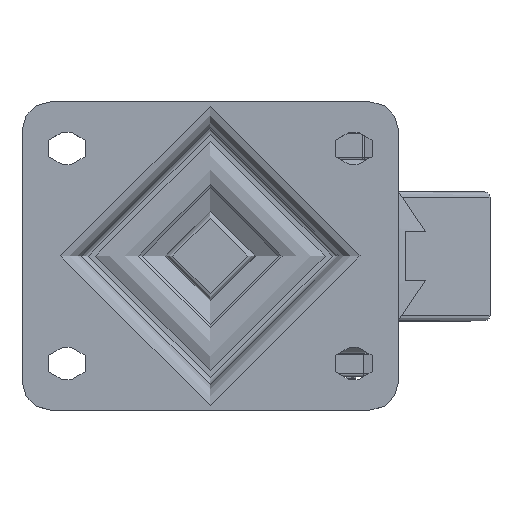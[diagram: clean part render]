
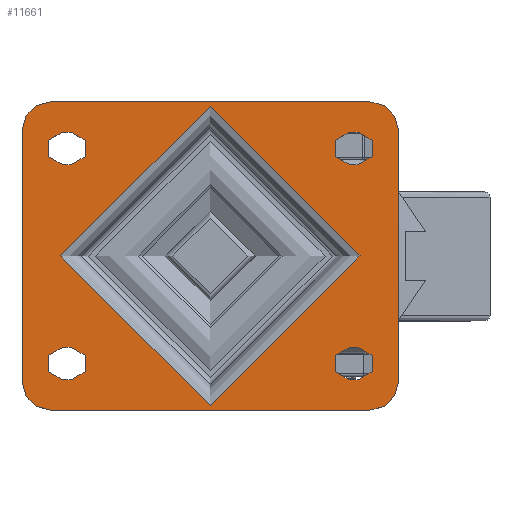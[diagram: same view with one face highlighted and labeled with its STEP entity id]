
A CAD part, top view. The second image highlights one B-rep face of the part: STEP entity #11661.
In plain terms, the highlighted planar face has unit normal (0, 0, 1).
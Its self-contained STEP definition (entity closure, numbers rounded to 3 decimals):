
#1039=FACE_BOUND('',#2286,.T.);
#1040=FACE_BOUND('',#2287,.T.);
#1041=FACE_BOUND('',#2288,.T.);
#1042=FACE_BOUND('',#2289,.T.);
#1043=FACE_BOUND('',#2290,.T.);
#1184=PLANE('',#12664);
#1566=FACE_OUTER_BOUND('',#2285,.T.);
#2285=EDGE_LOOP('',(#8144,#8145,#8146,#8147,#8148,#8149,#8150,#8151));
#2286=EDGE_LOOP('',(#8152));
#2287=EDGE_LOOP('',(#8153,#8154,#8155,#8156));
#2288=EDGE_LOOP('',(#8157,#8158,#8159,#8160));
#2289=EDGE_LOOP('',(#8161,#8162,#8163,#8164));
#2290=EDGE_LOOP('',(#8165,#8166,#8167,#8168));
#3161=LINE('',#16662,#3964);
#3163=LINE('',#16665,#3966);
#3164=LINE('',#16666,#3967);
#3165=LINE('',#16667,#3968);
#3166=LINE('',#16668,#3969);
#3167=LINE('',#16669,#3970);
#3168=LINE('',#16670,#3971);
#3169=LINE('',#16671,#3972);
#3170=LINE('',#16672,#3973);
#3171=LINE('',#16673,#3974);
#3172=LINE('',#16674,#3975);
#3173=LINE('',#16675,#3976);
#3964=VECTOR('',#13832,1000.);
#3966=VECTOR('',#13836,1000.);
#3967=VECTOR('',#13837,1000.);
#3968=VECTOR('',#13838,1000.);
#3969=VECTOR('',#13839,1000.);
#3970=VECTOR('',#13840,1000.);
#3971=VECTOR('',#13841,1000.);
#3972=VECTOR('',#13842,1000.);
#3973=VECTOR('',#13843,1000.);
#3974=VECTOR('',#13844,1000.);
#3975=VECTOR('',#13845,1000.);
#3976=VECTOR('',#13846,1000.);
#4748=CIRCLE('',#12602,4.5);
#4749=CIRCLE('',#12604,4.5);
#4752=CIRCLE('',#12608,4.5);
#4753=CIRCLE('',#12610,4.5);
#4756=CIRCLE('',#12614,4.5);
#4757=CIRCLE('',#12616,4.5);
#4760=CIRCLE('',#12620,4.5);
#4761=CIRCLE('',#12622,4.5);
#4763=CIRCLE('',#12625,41.75);
#4776=CIRCLE('',#12645,8.);
#4778=CIRCLE('',#12648,8.);
#4780=CIRCLE('',#12651,8.);
#4782=CIRCLE('',#12654,8.);
#5162=VERTEX_POINT('',#16514);
#5163=VERTEX_POINT('',#16516);
#5164=VERTEX_POINT('',#16520);
#5165=VERTEX_POINT('',#16521);
#5170=VERTEX_POINT('',#16532);
#5171=VERTEX_POINT('',#16534);
#5172=VERTEX_POINT('',#16538);
#5173=VERTEX_POINT('',#16539);
#5178=VERTEX_POINT('',#16550);
#5179=VERTEX_POINT('',#16552);
#5180=VERTEX_POINT('',#16556);
#5181=VERTEX_POINT('',#16557);
#5186=VERTEX_POINT('',#16568);
#5187=VERTEX_POINT('',#16570);
#5188=VERTEX_POINT('',#16574);
#5189=VERTEX_POINT('',#16575);
#5192=VERTEX_POINT('',#16583);
#5201=VERTEX_POINT('',#16615);
#5202=VERTEX_POINT('',#16616);
#5205=VERTEX_POINT('',#16624);
#5206=VERTEX_POINT('',#16625);
#5209=VERTEX_POINT('',#16633);
#5210=VERTEX_POINT('',#16634);
#5213=VERTEX_POINT('',#16642);
#5214=VERTEX_POINT('',#16643);
#6310=EDGE_CURVE('',#5163,#5162,#4748,.T.);
#6312=EDGE_CURVE('',#5164,#5165,#4749,.T.);
#6318=EDGE_CURVE('',#5171,#5170,#4752,.T.);
#6320=EDGE_CURVE('',#5172,#5173,#4753,.T.);
#6326=EDGE_CURVE('',#5179,#5178,#4756,.T.);
#6328=EDGE_CURVE('',#5180,#5181,#4757,.T.);
#6334=EDGE_CURVE('',#5187,#5186,#4760,.T.);
#6336=EDGE_CURVE('',#5188,#5189,#4761,.T.);
#6340=EDGE_CURVE('',#5192,#5192,#4763,.T.);
#6356=EDGE_CURVE('',#5201,#5202,#4776,.T.);
#6360=EDGE_CURVE('',#5205,#5206,#4778,.T.);
#6364=EDGE_CURVE('',#5209,#5210,#4780,.T.);
#6368=EDGE_CURVE('',#5213,#5214,#4782,.T.);
#6377=EDGE_CURVE('',#5214,#5201,#3161,.T.);
#6379=EDGE_CURVE('',#5210,#5213,#3163,.T.);
#6380=EDGE_CURVE('',#5206,#5209,#3164,.T.);
#6381=EDGE_CURVE('',#5202,#5205,#3165,.T.);
#6382=EDGE_CURVE('',#5162,#5164,#3166,.T.);
#6383=EDGE_CURVE('',#5165,#5163,#3167,.T.);
#6384=EDGE_CURVE('',#5170,#5172,#3168,.T.);
#6385=EDGE_CURVE('',#5173,#5171,#3169,.T.);
#6386=EDGE_CURVE('',#5178,#5180,#3170,.T.);
#6387=EDGE_CURVE('',#5181,#5179,#3171,.T.);
#6388=EDGE_CURVE('',#5186,#5188,#3172,.T.);
#6389=EDGE_CURVE('',#5189,#5187,#3173,.T.);
#8144=ORIENTED_EDGE('',*,*,#6368,.F.);
#8145=ORIENTED_EDGE('',*,*,#6379,.F.);
#8146=ORIENTED_EDGE('',*,*,#6364,.F.);
#8147=ORIENTED_EDGE('',*,*,#6380,.F.);
#8148=ORIENTED_EDGE('',*,*,#6360,.F.);
#8149=ORIENTED_EDGE('',*,*,#6381,.F.);
#8150=ORIENTED_EDGE('',*,*,#6356,.F.);
#8151=ORIENTED_EDGE('',*,*,#6377,.F.);
#8152=ORIENTED_EDGE('',*,*,#6340,.F.);
#8153=ORIENTED_EDGE('',*,*,#6382,.T.);
#8154=ORIENTED_EDGE('',*,*,#6312,.T.);
#8155=ORIENTED_EDGE('',*,*,#6383,.T.);
#8156=ORIENTED_EDGE('',*,*,#6310,.T.);
#8157=ORIENTED_EDGE('',*,*,#6384,.T.);
#8158=ORIENTED_EDGE('',*,*,#6320,.T.);
#8159=ORIENTED_EDGE('',*,*,#6385,.T.);
#8160=ORIENTED_EDGE('',*,*,#6318,.T.);
#8161=ORIENTED_EDGE('',*,*,#6386,.T.);
#8162=ORIENTED_EDGE('',*,*,#6328,.T.);
#8163=ORIENTED_EDGE('',*,*,#6387,.T.);
#8164=ORIENTED_EDGE('',*,*,#6326,.T.);
#8165=ORIENTED_EDGE('',*,*,#6388,.T.);
#8166=ORIENTED_EDGE('',*,*,#6336,.T.);
#8167=ORIENTED_EDGE('',*,*,#6389,.T.);
#8168=ORIENTED_EDGE('',*,*,#6334,.T.);
#11661=ADVANCED_FACE('',(#1566,#1039,#1040,#1041,#1042,#1043),#1184,.T.);
#12602=AXIS2_PLACEMENT_3D('',#16517,#13681,#13682);
#12604=AXIS2_PLACEMENT_3D('',#16522,#13686,#13687);
#12608=AXIS2_PLACEMENT_3D('',#16535,#13697,#13698);
#12610=AXIS2_PLACEMENT_3D('',#16540,#13702,#13703);
#12614=AXIS2_PLACEMENT_3D('',#16553,#13713,#13714);
#12616=AXIS2_PLACEMENT_3D('',#16558,#13718,#13719);
#12620=AXIS2_PLACEMENT_3D('',#16571,#13729,#13730);
#12622=AXIS2_PLACEMENT_3D('',#16576,#13734,#13735);
#12625=AXIS2_PLACEMENT_3D('',#16584,#13742,#13743);
#12645=AXIS2_PLACEMENT_3D('',#16617,#13785,#13786);
#12648=AXIS2_PLACEMENT_3D('',#16626,#13793,#13794);
#12651=AXIS2_PLACEMENT_3D('',#16635,#13801,#13802);
#12654=AXIS2_PLACEMENT_3D('',#16644,#13809,#13810);
#12664=AXIS2_PLACEMENT_3D('',#16664,#13834,#13835);
#13681=DIRECTION('center_axis',(0.,0.,-1.));
#13682=DIRECTION('ref_axis',(-1.,0.,0.));
#13686=DIRECTION('center_axis',(0.,0.,-1.));
#13687=DIRECTION('ref_axis',(-1.,0.,0.));
#13697=DIRECTION('center_axis',(0.,0.,-1.));
#13698=DIRECTION('ref_axis',(-1.,0.,0.));
#13702=DIRECTION('center_axis',(0.,0.,-1.));
#13703=DIRECTION('ref_axis',(-1.,0.,0.));
#13713=DIRECTION('center_axis',(0.,0.,-1.));
#13714=DIRECTION('ref_axis',(1.,0.,0.));
#13718=DIRECTION('center_axis',(0.,0.,-1.));
#13719=DIRECTION('ref_axis',(1.,0.,0.));
#13729=DIRECTION('center_axis',(0.,0.,-1.));
#13730=DIRECTION('ref_axis',(1.,0.,0.));
#13734=DIRECTION('center_axis',(0.,0.,-1.));
#13735=DIRECTION('ref_axis',(1.,0.,0.));
#13742=DIRECTION('center_axis',(0.,0.,1.));
#13743=DIRECTION('ref_axis',(1.,0.,0.));
#13785=DIRECTION('center_axis',(0.,0.,-1.));
#13786=DIRECTION('ref_axis',(-0.707,0.707,0.));
#13793=DIRECTION('center_axis',(0.,0.,-1.));
#13794=DIRECTION('ref_axis',(0.707,0.707,0.));
#13801=DIRECTION('center_axis',(0.,0.,-1.));
#13802=DIRECTION('ref_axis',(0.707,-0.707,0.));
#13809=DIRECTION('center_axis',(0.,0.,-1.));
#13810=DIRECTION('ref_axis',(-0.707,-0.707,0.));
#13832=DIRECTION('',(0.,1.,0.));
#13834=DIRECTION('center_axis',(0.,0.,1.));
#13835=DIRECTION('ref_axis',(1.,0.,0.));
#13836=DIRECTION('',(-1.,0.,0.));
#13837=DIRECTION('',(0.,-1.,0.));
#13838=DIRECTION('',(1.,0.,0.));
#13839=DIRECTION('',(-1.,0.,0.));
#13840=DIRECTION('',(1.,0.,0.));
#13841=DIRECTION('',(-1.,0.,0.));
#13842=DIRECTION('',(1.,0.,0.));
#13843=DIRECTION('',(1.,0.,0.));
#13844=DIRECTION('',(-1.,0.,0.));
#13845=DIRECTION('',(1.,0.,0.));
#13846=DIRECTION('',(-1.,0.,0.));
#16514=CARTESIAN_POINT('',(41.25,-34.5,0.));
#16516=CARTESIAN_POINT('',(41.25,-25.5,0.));
#16517=CARTESIAN_POINT('Origin',(41.25,-30.,0.));
#16520=CARTESIAN_POINT('',(38.75,-34.5,0.));
#16521=CARTESIAN_POINT('',(38.75,-25.5,0.));
#16522=CARTESIAN_POINT('Origin',(38.75,-30.,0.));
#16532=CARTESIAN_POINT('',(41.25,25.5,0.));
#16534=CARTESIAN_POINT('',(41.25,34.5,0.));
#16535=CARTESIAN_POINT('Origin',(41.25,30.,0.));
#16538=CARTESIAN_POINT('',(38.75,25.5,0.));
#16539=CARTESIAN_POINT('',(38.75,34.5,0.));
#16540=CARTESIAN_POINT('Origin',(38.75,30.,0.));
#16550=CARTESIAN_POINT('',(-41.25,-25.5,0.));
#16552=CARTESIAN_POINT('',(-41.25,-34.5,0.));
#16553=CARTESIAN_POINT('Origin',(-41.25,-30.,0.));
#16556=CARTESIAN_POINT('',(-38.75,-25.5,0.));
#16557=CARTESIAN_POINT('',(-38.75,-34.5,0.));
#16558=CARTESIAN_POINT('Origin',(-38.75,-30.,0.));
#16568=CARTESIAN_POINT('',(-41.25,34.5,0.));
#16570=CARTESIAN_POINT('',(-41.25,25.5,0.));
#16571=CARTESIAN_POINT('Origin',(-41.25,30.,0.));
#16574=CARTESIAN_POINT('',(-38.75,34.5,0.));
#16575=CARTESIAN_POINT('',(-38.75,25.5,0.));
#16576=CARTESIAN_POINT('Origin',(-38.75,30.,0.));
#16583=CARTESIAN_POINT('',(41.75,0.,0.));
#16584=CARTESIAN_POINT('Origin',(0.,0.,0.));
#16615=CARTESIAN_POINT('',(-52.5,35.,0.));
#16616=CARTESIAN_POINT('',(-44.5,43.,0.));
#16617=CARTESIAN_POINT('Origin',(-44.5,35.,0.));
#16624=CARTESIAN_POINT('',(44.5,43.,0.));
#16625=CARTESIAN_POINT('',(52.5,35.,0.));
#16626=CARTESIAN_POINT('Origin',(44.5,35.,0.));
#16633=CARTESIAN_POINT('',(52.5,-35.,0.));
#16634=CARTESIAN_POINT('',(44.5,-43.,0.));
#16635=CARTESIAN_POINT('Origin',(44.5,-35.,0.));
#16642=CARTESIAN_POINT('',(-44.5,-43.,0.));
#16643=CARTESIAN_POINT('',(-52.5,-35.,0.));
#16644=CARTESIAN_POINT('Origin',(-44.5,-35.,0.));
#16662=CARTESIAN_POINT('',(-52.5,-43.,0.));
#16664=CARTESIAN_POINT('Origin',(0.,0.,0.));
#16665=CARTESIAN_POINT('',(52.5,-43.,0.));
#16666=CARTESIAN_POINT('',(52.5,43.,0.));
#16667=CARTESIAN_POINT('',(-52.5,43.,0.));
#16668=CARTESIAN_POINT('',(41.25,-34.5,0.));
#16669=CARTESIAN_POINT('',(41.25,-25.5,0.));
#16670=CARTESIAN_POINT('',(41.25,25.5,0.));
#16671=CARTESIAN_POINT('',(41.25,34.5,0.));
#16672=CARTESIAN_POINT('',(-41.25,-25.5,0.));
#16673=CARTESIAN_POINT('',(-41.25,-34.5,0.));
#16674=CARTESIAN_POINT('',(-41.25,34.5,0.));
#16675=CARTESIAN_POINT('',(-41.25,25.5,0.));
